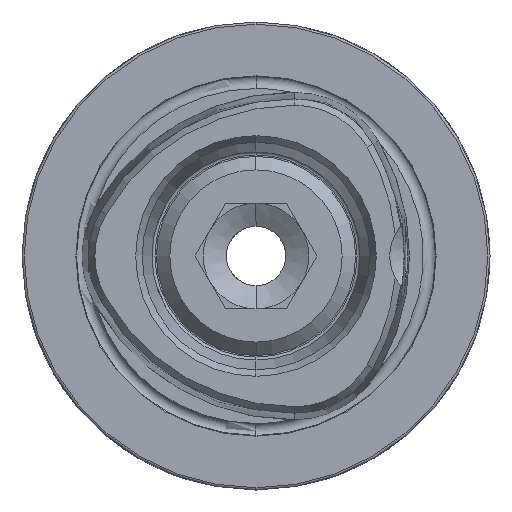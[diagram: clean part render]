
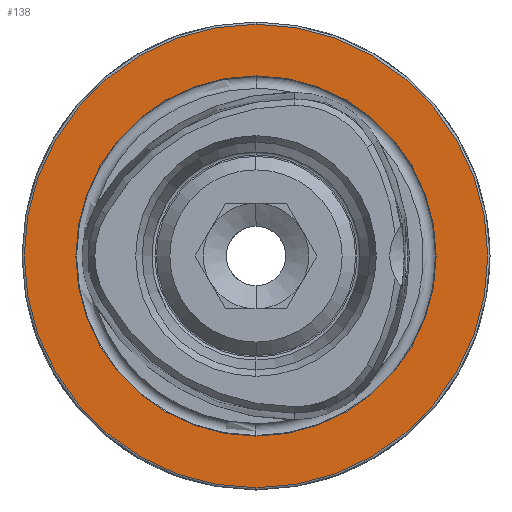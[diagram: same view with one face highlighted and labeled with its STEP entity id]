
A CAD part, left-side view. The second image highlights one B-rep face of the part: STEP entity #138.
In plain terms, the highlighted planar face has unit normal (-1, 0, 0).
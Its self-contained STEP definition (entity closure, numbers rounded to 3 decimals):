
#138 = ADVANCED_FACE ( 'NONE', ( #6173, #715 ), #5128, .F. ) ;
#467 = CARTESIAN_POINT ( 'NONE',  ( 0., 0., -31.2 ) ) ;
#715 = FACE_OUTER_BOUND ( 'NONE', #2434, .T. ) ;
#877 = AXIS2_PLACEMENT_3D ( 'NONE', #1062, #2071, #3076 ) ;
#1062 = CARTESIAN_POINT ( 'NONE',  ( 0., 0., 0. ) ) ;
#1393 = DIRECTION ( 'NONE',  ( 0., 0., 1. ) ) ;
#1677 = DIRECTION ( 'NONE',  ( 1., 0., 0. ) ) ;
#1916 = EDGE_CURVE ( 'NONE', #3903, #4693, #4301, .T. ) ;
#2014 = CARTESIAN_POINT ( 'NONE',  ( 0., 0., 0. ) ) ;
#2071 = DIRECTION ( 'NONE',  ( -1., 0., 0. ) ) ;
#2151 = ORIENTED_EDGE ( 'NONE', *, *, #3153, .T. ) ;
#2289 = EDGE_LOOP ( 'NONE', ( #4313, #4634 ) ) ;
#2324 = ORIENTED_EDGE ( 'NONE', *, *, #3578, .T. ) ;
#2434 = EDGE_LOOP ( 'NONE', ( #2324, #2151 ) ) ;
#2519 = DIRECTION ( 'NONE',  ( 0., 0., 1. ) ) ;
#2618 = AXIS2_PLACEMENT_3D ( 'NONE', #3924, #3897, #1393 ) ;
#2669 = DIRECTION ( 'NONE',  ( -1., 0., 0. ) ) ;
#3003 = VERTEX_POINT ( 'NONE', #467 ) ;
#3076 = DIRECTION ( 'NONE',  ( 0., 0., 1. ) ) ;
#3153 = EDGE_CURVE ( 'NONE', #3003, #4613, #4620, .T. ) ;
#3578 = EDGE_CURVE ( 'NONE', #4613, #3003, #3579, .T. ) ;
#3579 = CIRCLE ( 'NONE', #877, 31.2 ) ;
#3685 = CARTESIAN_POINT ( 'NONE',  ( 0., 0., 24.25 ) ) ;
#3860 = AXIS2_PLACEMENT_3D ( 'NONE', #2014, #5510, #2519 ) ;
#3897 = DIRECTION ( 'NONE',  ( -1., 0., 0. ) ) ;
#3903 = VERTEX_POINT ( 'NONE', #4329 ) ;
#3924 = CARTESIAN_POINT ( 'NONE',  ( 0., 0., 0. ) ) ;
#4156 = EDGE_CURVE ( 'NONE', #4693, #3903, #4406, .T. ) ;
#4301 = CIRCLE ( 'NONE', #2618, 24.25 ) ;
#4313 = ORIENTED_EDGE ( 'NONE', *, *, #4156, .F. ) ;
#4329 = CARTESIAN_POINT ( 'NONE',  ( 0., 0., -24.25 ) ) ;
#4406 = CIRCLE ( 'NONE', #3860, 24.25 ) ;
#4613 = VERTEX_POINT ( 'NONE', #6050 ) ;
#4620 = CIRCLE ( 'NONE', #6128, 31.2 ) ;
#4634 = ORIENTED_EDGE ( 'NONE', *, *, #1916, .F. ) ;
#4693 = VERTEX_POINT ( 'NONE', #3685 ) ;
#5128 = PLANE ( 'NONE',  #5654 ) ;
#5129 = DIRECTION ( 'NONE',  ( 0., 0., 1. ) ) ;
#5186 = DIRECTION ( 'NONE',  ( 0., 0., -1. ) ) ;
#5510 = DIRECTION ( 'NONE',  ( -1., 0., 0. ) ) ;
#5616 = CARTESIAN_POINT ( 'NONE',  ( 0., 24.25, 0. ) ) ;
#5654 = AXIS2_PLACEMENT_3D ( 'NONE', #5616, #1677, #5186 ) ;
#5667 = CARTESIAN_POINT ( 'NONE',  ( 0., 0., 0. ) ) ;
#6050 = CARTESIAN_POINT ( 'NONE',  ( 0., 0., 31.2 ) ) ;
#6128 = AXIS2_PLACEMENT_3D ( 'NONE', #5667, #2669, #5129 ) ;
#6173 = FACE_BOUND ( 'NONE', #2289, .T. ) ;
